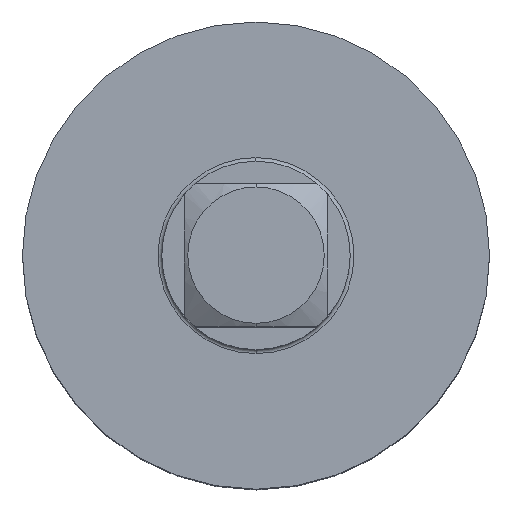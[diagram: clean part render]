
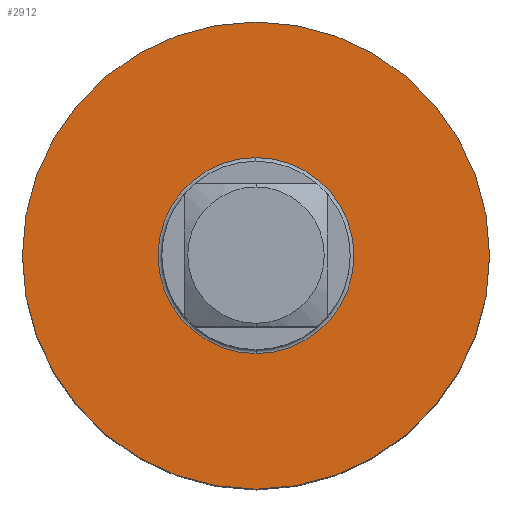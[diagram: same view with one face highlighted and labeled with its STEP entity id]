
A CAD part, top view. The second image highlights one B-rep face of the part: STEP entity #2912.
In plain terms, the highlighted planar face has unit normal (0, 0, 1).
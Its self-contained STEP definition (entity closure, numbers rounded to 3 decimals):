
#1333=CARTESIAN_POINT('',(0.,0.,37.5));
#1334=DIRECTION('',(0.,0.,-1.));
#1335=DIRECTION('',(0.,-1.,0.));
#1336=AXIS2_PLACEMENT_3D('',#1333,#1334,#1335);
#1348=CARTESIAN_POINT('',(0.,0.,37.5));
#1349=DIRECTION('',(0.,0.,1.));
#1350=DIRECTION('',(0.,-1.,0.));
#1351=AXIS2_PLACEMENT_3D('',#1348,#1349,#1350);
#1371=CARTESIAN_POINT('',(0.,0.,37.5));
#1372=DIRECTION('',(0.,0.,-1.));
#1373=DIRECTION('',(0.,1.,0.));
#1374=AXIS2_PLACEMENT_3D('',#1371,#1372,#1373);
#1379=CARTESIAN_POINT('',(0.,0.,37.5));
#1380=DIRECTION('',(0.,0.,-1.));
#1381=DIRECTION('',(0.,-1.,0.));
#1382=AXIS2_PLACEMENT_3D('',#1379,#1380,#1381);
#1973=CARTESIAN_POINT('',(0.,-31.,37.5));
#1974=CARTESIAN_POINT('',(0.,31.,37.5));
#1975=VERTEX_POINT('',#1973);
#1976=VERTEX_POINT('',#1974);
#2087=CARTESIAN_POINT('',(0.,13.,37.5));
#2088=CARTESIAN_POINT('',(0.,-13.,37.5));
#2089=VERTEX_POINT('',#2087);
#2090=VERTEX_POINT('',#2088);
#2897=CARTESIAN_POINT('',(0.,0.,37.5));
#2898=DIRECTION('',(0.,0.,-1.));
#2899=DIRECTION('',(0.,-1.,0.));
#2900=AXIS2_PLACEMENT_3D('',#2897,#2898,#2899);
#2901=PLANE('',#2900);
#2902=ORIENTED_EDGE('',*,*,#2890,.F.);
#2903=ORIENTED_EDGE('',*,*,#2879,.T.);
#2904=EDGE_LOOP('',(#2902,#2903));
#2905=FACE_OUTER_BOUND('',#2904,.F.);
#2907=ORIENTED_EDGE('',*,*,#2906,.F.);
#2909=ORIENTED_EDGE('',*,*,#2908,.F.);
#2910=EDGE_LOOP('',(#2907,#2909));
#2911=FACE_BOUND('',#2910,.F.);
#2912=ADVANCED_FACE('',(#2905,#2911),#2901,.F.);
#1337=CIRCLE('',#1336,31.);
#1352=CIRCLE('',#1351,31.);
#1375=CIRCLE('',#1374,13.);
#1383=CIRCLE('',#1382,13.);
#2879=EDGE_CURVE('',#1975,#1976,#1337,.T.);
#2890=EDGE_CURVE('',#1975,#1976,#1352,.T.);
#2906=EDGE_CURVE('',#2089,#2090,#1375,.T.);
#2908=EDGE_CURVE('',#2090,#2089,#1383,.T.);
